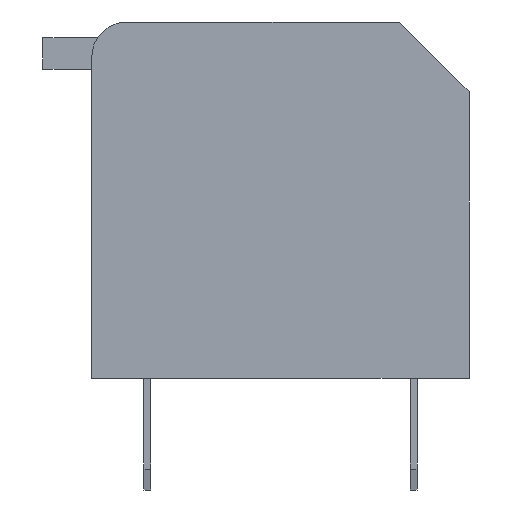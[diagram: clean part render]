
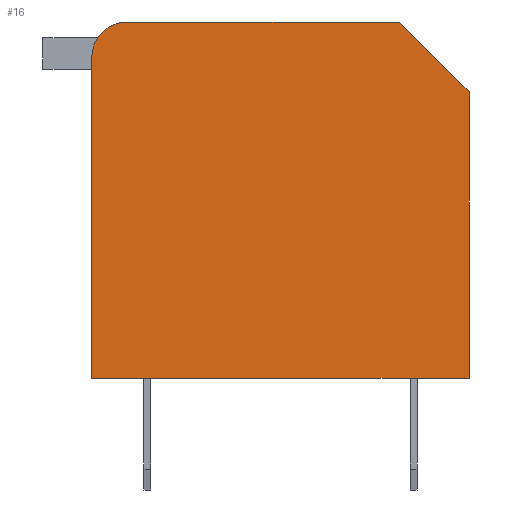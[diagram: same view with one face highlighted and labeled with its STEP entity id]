
A CAD part, front view. The second image highlights one B-rep face of the part: STEP entity #16.
In plain terms, the highlighted planar face has unit normal (0, -1, 0).
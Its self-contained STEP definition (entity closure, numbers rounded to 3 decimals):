
#12=DIRECTION('',(0.,0.,1.));
#16=ADVANCED_FACE('',(#17),#60,.F.);
#17=FACE_BOUND('',#18,.F.);
#18=EDGE_LOOP('',(#19,#29,#37,#43,#48,#53));
#19=ORIENTED_EDGE('',*,*,#20,.T.);
#20=EDGE_CURVE('',#21,#23,#25,.T.);
#21=VERTEX_POINT('',#22);
#22=CARTESIAN_POINT('',(-0.59,-7.325,10.2));
#23=VERTEX_POINT('',#24);
#24=CARTESIAN_POINT('',(7.21,-7.325,10.2));
#25=LINE('',#26,#27);
#26=CARTESIAN_POINT('',(-1.59,-7.325,10.2));
#27=VECTOR('',#28,1.);
#28=DIRECTION('',(1.,0.,0.));
#29=ORIENTED_EDGE('',*,*,#30,.F.);
#30=EDGE_CURVE('',#31,#23,#33,.T.);
#31=VERTEX_POINT('',#32);
#32=CARTESIAN_POINT('',(9.21,-7.325,8.2));
#33=LINE('',#34,#35);
#34=CARTESIAN_POINT('',(8.06,-7.325,9.35));
#35=VECTOR('',#36,1.);
#36=DIRECTION('',(-0.707,0.,0.707));
#37=ORIENTED_EDGE('',*,*,#38,.F.);
#38=EDGE_CURVE('',#39,#31,#41,.T.);
#39=VERTEX_POINT('',#40);
#40=CARTESIAN_POINT('',(9.21,-7.325,0.));
#41=LINE('',#40,#42);
#42=VECTOR('',#12,1.);
#43=ORIENTED_EDGE('',*,*,#44,.F.);
#44=EDGE_CURVE('',#45,#39,#47,.T.);
#45=VERTEX_POINT('',#46);
#46=CARTESIAN_POINT('',(-1.59,-7.325,0.));
#47=LINE('',#46,#27);
#48=ORIENTED_EDGE('',*,*,#49,.T.);
#49=EDGE_CURVE('',#45,#50,#52,.T.);
#50=VERTEX_POINT('',#51);
#51=CARTESIAN_POINT('',(-1.59,-7.325,9.2));
#52=LINE('',#46,#42);
#53=ORIENTED_EDGE('',*,*,#54,.F.);
#54=EDGE_CURVE('',#21,#50,#55,.T.);
#55=CIRCLE('',#56,1.);
#56=AXIS2_PLACEMENT_3D('',#57,#58,#59);
#57=CARTESIAN_POINT('',(-0.59,-7.325,9.2));
#58=DIRECTION('',(0.,-1.,0.));
#59=DIRECTION('',(0.,0.,-1.));
#60=PLANE('',#61);
#61=AXIS2_PLACEMENT_3D('',#46,#62,#28);
#62=DIRECTION('',(0.,1.,0.));
